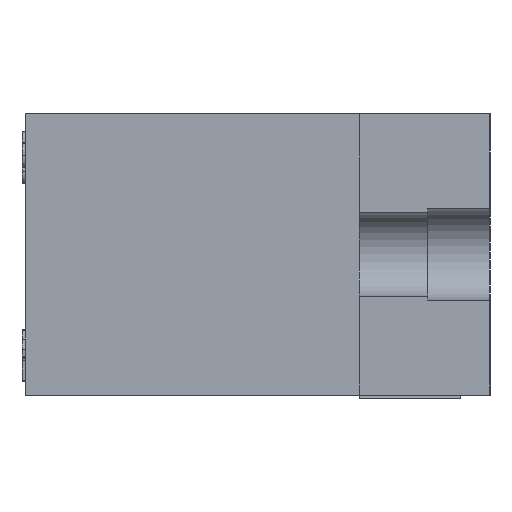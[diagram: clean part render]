
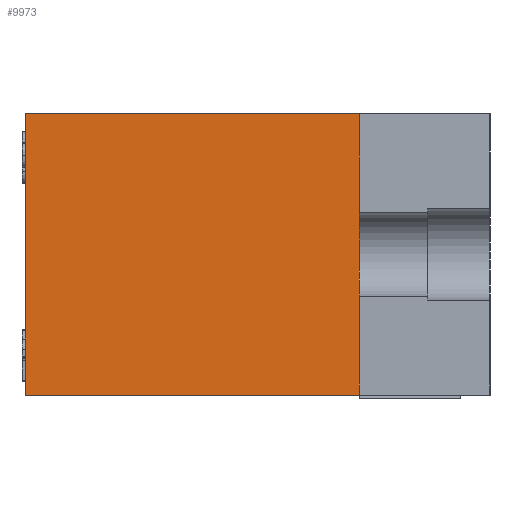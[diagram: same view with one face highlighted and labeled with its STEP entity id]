
A CAD part, left-side view. The second image highlights one B-rep face of the part: STEP entity #9973.
In plain terms, the highlighted planar face has unit normal (-1, 0, 0).
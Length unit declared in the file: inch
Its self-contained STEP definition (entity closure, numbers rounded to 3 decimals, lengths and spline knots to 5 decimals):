
#448=PLANE('',#10423);
#916=FACE_OUTER_BOUND('',#1392,.T.);
#1392=EDGE_LOOP('',(#8867,#8868,#8869,#8870));
#1520=LINE('',#13651,#2781);
#1644=LINE('',#13900,#2905);
#2631=LINE('',#15863,#3892);
#2655=LINE('',#15913,#3916);
#2781=VECTOR('',#10616,0.3937);
#2905=VECTOR('',#10750,0.3937);
#3892=VECTOR('',#12483,0.3937);
#3916=VECTOR('',#12539,0.3937);
#4160=VERTEX_POINT('',#13647);
#4162=VERTEX_POINT('',#13650);
#4282=VERTEX_POINT('',#13898);
#4885=VERTEX_POINT('',#15861);
#5116=EDGE_CURVE('',#4162,#4160,#1520,.T.);
#5240=EDGE_CURVE('',#4160,#4282,#1644,.T.);
#6233=EDGE_CURVE('',#4885,#4282,#2631,.T.);
#6259=EDGE_CURVE('',#4162,#4885,#2655,.T.);
#8867=ORIENTED_EDGE('',*,*,#5116,.T.);
#8868=ORIENTED_EDGE('',*,*,#5240,.T.);
#8869=ORIENTED_EDGE('',*,*,#6233,.F.);
#8870=ORIENTED_EDGE('',*,*,#6259,.F.);
#9973=ADVANCED_FACE('',(#916),#448,.T.);
#10423=AXIS2_PLACEMENT_3D('',#15912,#12537,#12538);
#10616=DIRECTION('',(0.,0.,-1.));
#10750=DIRECTION('',(0.,-1.,0.));
#12483=DIRECTION('',(0.,0.,-1.));
#12537=DIRECTION('center_axis',(-1.,0.,0.));
#12538=DIRECTION('ref_axis',(0.,0.,-1.));
#12539=DIRECTION('',(0.,-1.,0.));
#13647=CARTESIAN_POINT('',(-0.96082,0.36425,-0.2125));
#13650=CARTESIAN_POINT('',(-0.96082,0.36425,0.2175));
#13651=CARTESIAN_POINT('',(-0.96082,0.36425,0.2175));
#13898=CARTESIAN_POINT('',(-0.96082,-0.14575,-0.2125));
#13900=CARTESIAN_POINT('',(-0.96082,0.36425,-0.2125));
#15861=CARTESIAN_POINT('',(-0.96082,-0.14575,0.2175));
#15863=CARTESIAN_POINT('',(-0.96082,-0.14575,0.2175));
#15912=CARTESIAN_POINT('Origin',(-0.96082,0.36425,0.2175));
#15913=CARTESIAN_POINT('',(-0.96082,0.36425,0.2175));
